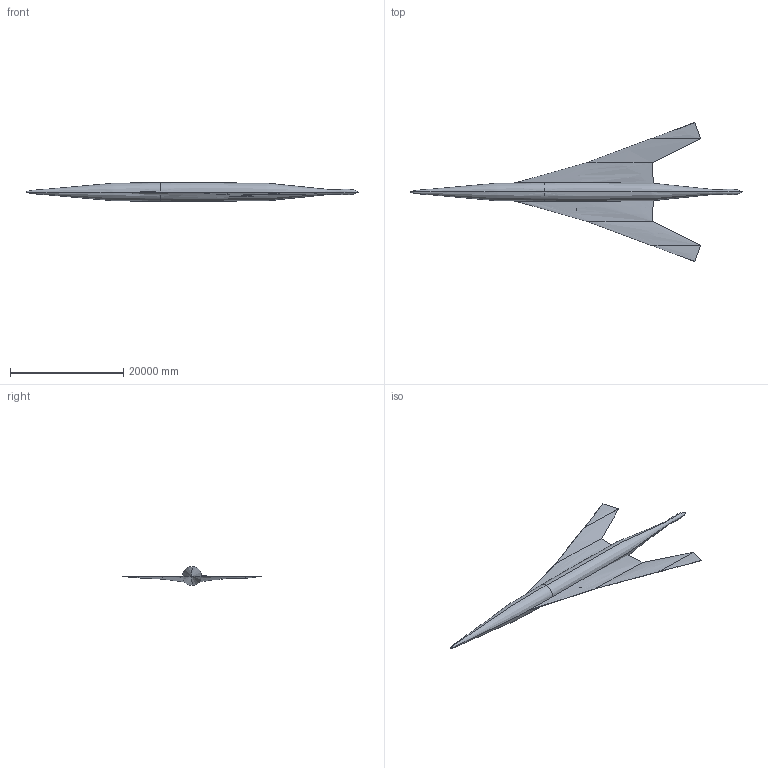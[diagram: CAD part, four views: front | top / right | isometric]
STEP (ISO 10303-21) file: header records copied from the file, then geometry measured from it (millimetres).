
FILE_DESCRIPTION((''),'1');
FILE_NAME('outfile.stp','2017-05-10T08:17:54',(''),(''),'','','');
FILE_SCHEMA(('CONFIG_CONTROL_DESIGN'));
Length unit declared in the file: foot
Bounding box: 58620.94 x 24526.72 x 3307.39 mm (x, y, z)
Surface area: 1159726563.4 mm2 (no closed solid volume)
Topology: 0 solids, 0 shells, 28 faces, 112 edges, 88 vertices
Faces by surface type: bspline 28
Entity records: 25757 total; most frequent: CARTESIAN_POINT 25673, B_SPLINE_SURFACE_WITH_KNOTS 28, PERSON_AND_ORGANIZATION_ROLE 4, CC_DESIGN_PERSON_AND_ORGANIZATION_ASSIGNMENT 4, GEOMETRIC_SET 3, GEOMETRICALLY_BOUNDED_SURFACE_SHAPE_REPRESENTATION 3, SHAPE_REPRESENTATION_RELATIONSHIP 3, DIMENSIONAL_EXPONENTS 2
